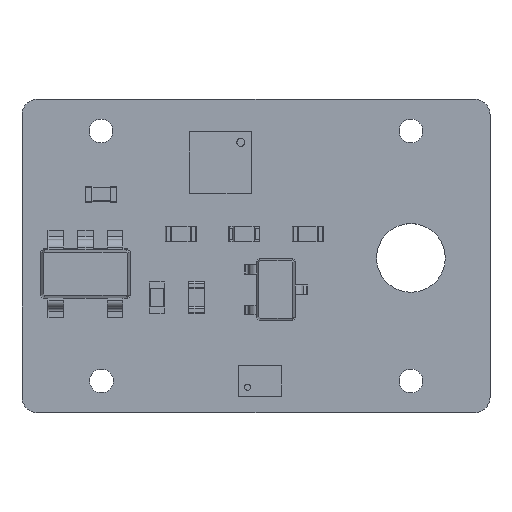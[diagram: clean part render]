
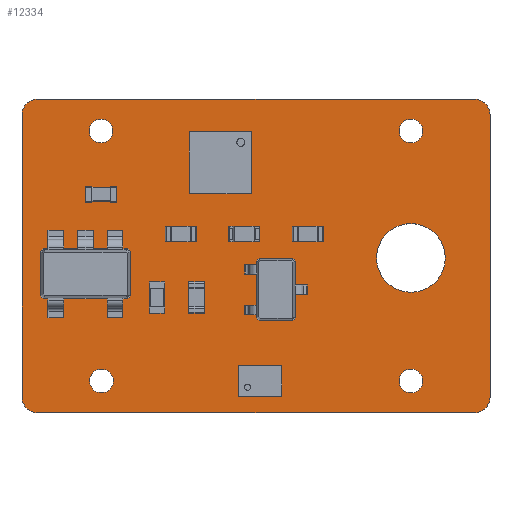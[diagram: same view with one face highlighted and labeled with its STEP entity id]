
A CAD part, top view. The second image highlights one B-rep face of the part: STEP entity #12334.
In plain terms, the highlighted planar face has unit normal (0, 0, 1).
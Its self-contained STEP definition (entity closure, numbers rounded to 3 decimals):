
#12130 = VERTEX_POINT('',#12131);
#12131 = CARTESIAN_POINT('',(14.478,0.,1.6));
#12137 = EDGE_CURVE('',#12130,#12138,#12140,.T.);
#12138 = VERTEX_POINT('',#12139);
#12139 = CARTESIAN_POINT('',(14.978,-0.5,1.6));
#12140 = CIRCLE('',#12141,0.5);
#12141 = AXIS2_PLACEMENT_3D('',#12142,#12143,#12144);
#12142 = CARTESIAN_POINT('',(14.478,-0.5,1.6));
#12143 = DIRECTION('',(0.,0.,-1.));
#12144 = DIRECTION('',(0.,1.,0.));
#12172 = VERTEX_POINT('',#12173);
#12173 = CARTESIAN_POINT('',(0.5,0.,1.6));
#12179 = EDGE_CURVE('',#12172,#12130,#12180,.T.);
#12180 = LINE('',#12181,#12182);
#12181 = CARTESIAN_POINT('',(0.5,0.,1.6));
#12182 = VECTOR('',#12183,1.);
#12183 = DIRECTION('',(1.,0.,0.));
#12201 = EDGE_CURVE('',#12138,#12202,#12204,.T.);
#12202 = VERTEX_POINT('',#12203);
#12203 = CARTESIAN_POINT('',(14.978,-9.533,1.6));
#12204 = LINE('',#12205,#12206);
#12205 = CARTESIAN_POINT('',(14.978,-0.5,1.6));
#12206 = VECTOR('',#12207,1.);
#12207 = DIRECTION('',(0.,-1.,0.));
#12334 = ADVANCED_FACE('',(#12335,#12381,#12392,#12403,#12414,#12425),
  #12436,.T.);
#12335 = FACE_BOUND('',#12336,.T.);
#12336 = EDGE_LOOP('',(#12337,#12338,#12339,#12348,#12356,#12365,#12373,
    #12380));
#12337 = ORIENTED_EDGE('',*,*,#12137,.F.);
#12338 = ORIENTED_EDGE('',*,*,#12179,.F.);
#12339 = ORIENTED_EDGE('',*,*,#12340,.F.);
#12340 = EDGE_CURVE('',#12341,#12172,#12343,.T.);
#12341 = VERTEX_POINT('',#12342);
#12342 = CARTESIAN_POINT('',(0.,-0.5,1.6));
#12343 = CIRCLE('',#12344,0.5);
#12344 = AXIS2_PLACEMENT_3D('',#12345,#12346,#12347);
#12345 = CARTESIAN_POINT('',(0.5,-0.5,1.6));
#12346 = DIRECTION('',(0.,0.,-1.));
#12347 = DIRECTION('',(-1.,0.,0.));
#12348 = ORIENTED_EDGE('',*,*,#12349,.F.);
#12349 = EDGE_CURVE('',#12350,#12341,#12352,.T.);
#12350 = VERTEX_POINT('',#12351);
#12351 = CARTESIAN_POINT('',(0.,-9.533,1.6));
#12352 = LINE('',#12353,#12354);
#12353 = CARTESIAN_POINT('',(0.,-9.533,1.6));
#12354 = VECTOR('',#12355,1.);
#12355 = DIRECTION('',(0.,1.,0.));
#12356 = ORIENTED_EDGE('',*,*,#12357,.F.);
#12357 = EDGE_CURVE('',#12358,#12350,#12360,.T.);
#12358 = VERTEX_POINT('',#12359);
#12359 = CARTESIAN_POINT('',(0.5,-10.033,1.6));
#12360 = CIRCLE('',#12361,0.5);
#12361 = AXIS2_PLACEMENT_3D('',#12362,#12363,#12364);
#12362 = CARTESIAN_POINT('',(0.5,-9.533,1.6));
#12363 = DIRECTION('',(0.,0.,-1.));
#12364 = DIRECTION('',(0.,-1.,-0.));
#12365 = ORIENTED_EDGE('',*,*,#12366,.F.);
#12366 = EDGE_CURVE('',#12367,#12358,#12369,.T.);
#12367 = VERTEX_POINT('',#12368);
#12368 = CARTESIAN_POINT('',(14.478,-10.033,1.6));
#12369 = LINE('',#12370,#12371);
#12370 = CARTESIAN_POINT('',(14.478,-10.033,1.6));
#12371 = VECTOR('',#12372,1.);
#12372 = DIRECTION('',(-1.,0.,0.));
#12373 = ORIENTED_EDGE('',*,*,#12374,.F.);
#12374 = EDGE_CURVE('',#12202,#12367,#12375,.T.);
#12375 = CIRCLE('',#12376,0.5);
#12376 = AXIS2_PLACEMENT_3D('',#12377,#12378,#12379);
#12377 = CARTESIAN_POINT('',(14.478,-9.533,1.6));
#12378 = DIRECTION('',(0.,0.,-1.));
#12379 = DIRECTION('',(1.,0.,0.));
#12380 = ORIENTED_EDGE('',*,*,#12201,.F.);
#12381 = FACE_BOUND('',#12382,.T.);
#12382 = EDGE_LOOP('',(#12383));
#12383 = ORIENTED_EDGE('',*,*,#12384,.T.);
#12384 = EDGE_CURVE('',#12385,#12385,#12387,.T.);
#12385 = VERTEX_POINT('',#12386);
#12386 = CARTESIAN_POINT('',(2.54,-9.397,1.6));
#12387 = CIRCLE('',#12388,0.38);
#12388 = AXIS2_PLACEMENT_3D('',#12389,#12390,#12391);
#12389 = CARTESIAN_POINT('',(2.54,-9.017,1.6));
#12390 = DIRECTION('',(-0.,0.,-1.));
#12391 = DIRECTION('',(-0.,-1.,0.));
#12392 = FACE_BOUND('',#12393,.T.);
#12393 = EDGE_LOOP('',(#12394));
#12394 = ORIENTED_EDGE('',*,*,#12395,.T.);
#12395 = EDGE_CURVE('',#12396,#12396,#12398,.T.);
#12396 = VERTEX_POINT('',#12397);
#12397 = CARTESIAN_POINT('',(12.446,-9.397,1.6));
#12398 = CIRCLE('',#12399,0.38);
#12399 = AXIS2_PLACEMENT_3D('',#12400,#12401,#12402);
#12400 = CARTESIAN_POINT('',(12.446,-9.017,1.6));
#12401 = DIRECTION('',(-0.,0.,-1.));
#12402 = DIRECTION('',(0.,-1.,0.));
#12403 = FACE_BOUND('',#12404,.T.);
#12404 = EDGE_LOOP('',(#12405));
#12405 = ORIENTED_EDGE('',*,*,#12406,.T.);
#12406 = EDGE_CURVE('',#12407,#12407,#12409,.T.);
#12407 = VERTEX_POINT('',#12408);
#12408 = CARTESIAN_POINT('',(12.446,-6.18,1.6));
#12409 = CIRCLE('',#12410,1.1);
#12410 = AXIS2_PLACEMENT_3D('',#12411,#12412,#12413);
#12411 = CARTESIAN_POINT('',(12.446,-5.08,1.6));
#12412 = DIRECTION('',(-0.,0.,-1.));
#12413 = DIRECTION('',(-0.,-1.,0.));
#12414 = FACE_BOUND('',#12415,.T.);
#12415 = EDGE_LOOP('',(#12416));
#12416 = ORIENTED_EDGE('',*,*,#12417,.T.);
#12417 = EDGE_CURVE('',#12418,#12418,#12420,.T.);
#12418 = VERTEX_POINT('',#12419);
#12419 = CARTESIAN_POINT('',(2.528,-1.396,1.6));
#12420 = CIRCLE('',#12421,0.38);
#12421 = AXIS2_PLACEMENT_3D('',#12422,#12423,#12424);
#12422 = CARTESIAN_POINT('',(2.528,-1.016,1.6));
#12423 = DIRECTION('',(-0.,0.,-1.));
#12424 = DIRECTION('',(-0.,-1.,0.));
#12425 = FACE_BOUND('',#12426,.T.);
#12426 = EDGE_LOOP('',(#12427));
#12427 = ORIENTED_EDGE('',*,*,#12428,.T.);
#12428 = EDGE_CURVE('',#12429,#12429,#12431,.T.);
#12429 = VERTEX_POINT('',#12430);
#12430 = CARTESIAN_POINT('',(12.446,-1.396,1.6));
#12431 = CIRCLE('',#12432,0.38);
#12432 = AXIS2_PLACEMENT_3D('',#12433,#12434,#12435);
#12433 = CARTESIAN_POINT('',(12.446,-1.016,1.6));
#12434 = DIRECTION('',(-0.,0.,-1.));
#12435 = DIRECTION('',(0.,-1.,0.));
#12436 = PLANE('',#12437);
#12437 = AXIS2_PLACEMENT_3D('',#12438,#12439,#12440);
#12438 = CARTESIAN_POINT('',(0.,0.,1.6));
#12439 = DIRECTION('',(0.,0.,1.));
#12440 = DIRECTION('',(1.,0.,-0.));
